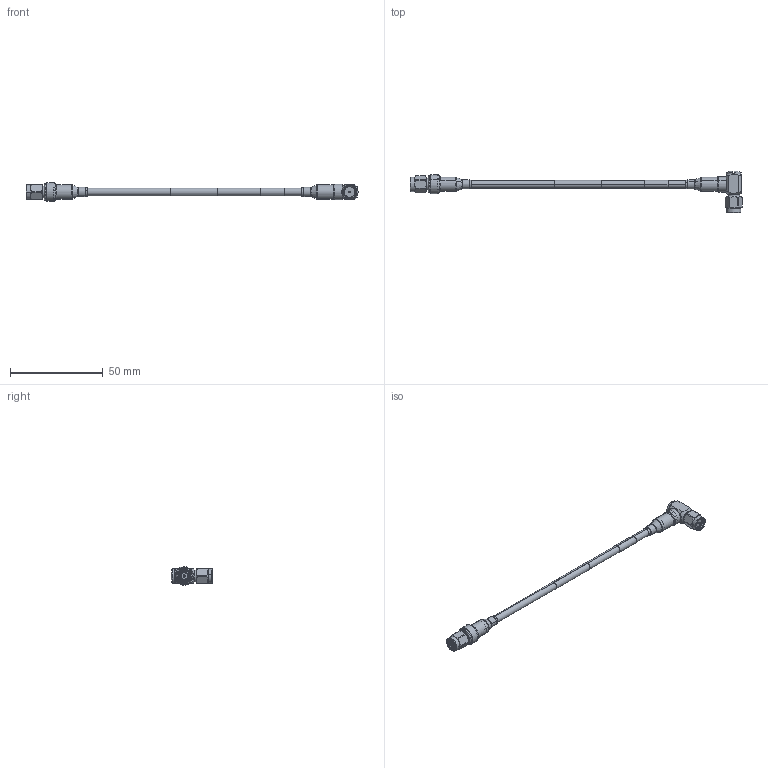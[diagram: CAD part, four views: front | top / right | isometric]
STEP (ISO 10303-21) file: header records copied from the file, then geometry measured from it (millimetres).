
FILE_DESCRIPTION (( 'STEP AP214' ), '1' );
FILE_NAME ('FMCA2359_3D.step', '2026-03-26T16:48:28', ( '' ), ( '' ), 'SwSTEP 2.0', 'SolidWorks 2025', '' );
FILE_SCHEMA (( 'AUTOMOTIVE_DESIGN' ));
Length unit declared in the file: millimetre
Products named in the file (8): FMCA2359_3D; Copy of CA-195R-MA1_3^FMCA2359; Copy of TFT-402-MA1^FMCA2359; Copy of Copy of TC-402-SM-RA-LP-PE^FMCA2359; Copy of TFT-402-LF^FMCA2359_WITH LABEL; Copy of CA-195R-MA1_6^FMCA2359; Copy of LABEL1^FMCA2359; Copy of TC-402-SM-LP-PE^FMCA2359
Assembly tree (8 placements, depth 2):
  FMCA2359_3D
    Copy of TFT-402-LF^FMCA2359_WITH LABEL
    Copy of TFT-402-MA1^FMCA2359  x2
    Copy of TC-402-SM-LP-PE^FMCA2359
    Copy of LABEL1^FMCA2359
    Copy of CA-195R-MA1_3^FMCA2359
    Copy of CA-195R-MA1_6^FMCA2359
    Copy of Copy of TC-402-SM-RA-LP-PE^FMCA2359
Bounding box: 179.35 x 22.49 x 10.19 mm (x, y, z)
Volume: 4752.6 mm3; surface area: 8192.3 mm2
Topology: 9 solids, 10 shells, 355 faces, 766 edges, 457 vertices
Faces by surface type: cylinder 131, cone 96, plane 80, torus 48
Entity records: 9788 total; most frequent: CARTESIAN_POINT 2059, DIRECTION 1745, ORIENTED_EDGE 1444, AXIS2_PLACEMENT_3D 746, EDGE_CURVE 722, VERTEX_POINT 433, CIRCLE 402, EDGE_LOOP 373
